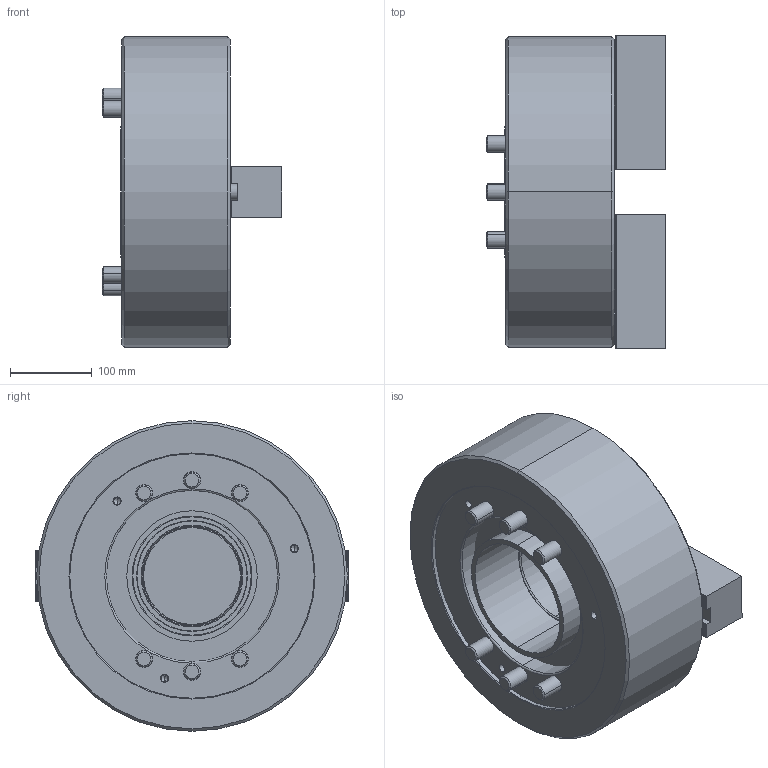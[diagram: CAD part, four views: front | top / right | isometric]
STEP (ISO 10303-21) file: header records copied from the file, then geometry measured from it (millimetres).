
FILE_DESCRIPTION (( 'STEP AP203' ), '1' );
FILE_NAME ('CF-2H-15.STEP', '2019-12-27T05:48:22', ( 'temp' ), ( '' ), 'SwSTEP 2.0', 'SolidWorks 2016', '' );
FILE_SCHEMA (( 'CONFIG_CONTROL_DESIGN' ));
Length unit declared in the file: metre
Products named in the file (9): CF-2H-15-02000; CF-2H-15-08000; CF-2H-15-05000; SJ-15H; 半圓頭六角孔螺栓_M6x12; 圓頭內六角螺栓_M20x55; 圓頭內六角螺栓_M20x130; CF-2H-15; CF-2H-15-0100G
Assembly tree (20 placements, depth 2):
  CF-2H-15
    CF-2H-15-0100G
    CF-2H-15-02000
    CF-2H-15-08000
    CF-2H-15-05000
    SJ-15H  x2
    半圓頭六角孔螺栓_M6x12  x4
    圓頭內六角螺栓_M20x55  x4
    圓頭內六角螺栓_M20x130  x6
Bounding box: 220.25 x 384.56 x 381 mm (x, y, z)
Volume: 13908999.7 mm3; surface area: 1000869.2 mm2
Topology: 20 solids, 20 shells, 2395 faces, 6692 edges, 4372 vertices
Faces by surface type: plane 1607, cylinder 642, cone 134, torus 12
Entity records: 39399 total; most frequent: CARTESIAN_POINT 8110, ORIENTED_EDGE 6692, DIRECTION 5742, EDGE_CURVE 3346, VECTOR 2524, LINE 2524, VERTEX_POINT 2201, AXIS2_PLACEMENT_3D 1609
